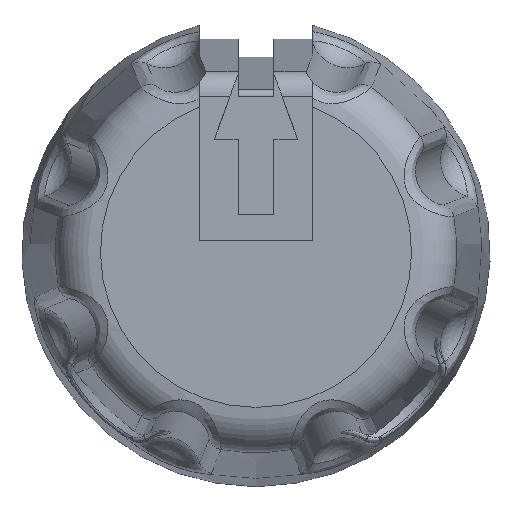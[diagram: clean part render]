
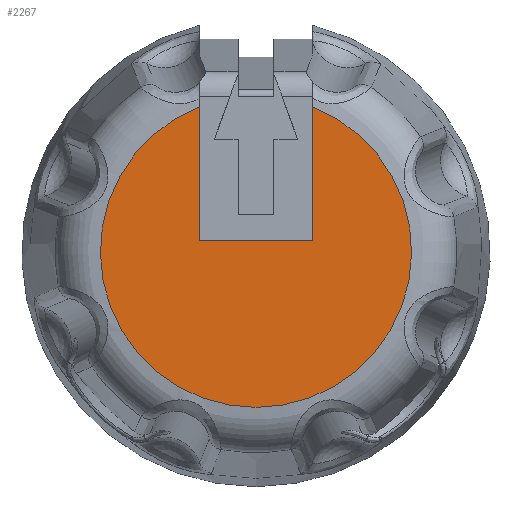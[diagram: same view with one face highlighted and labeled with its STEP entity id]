
A CAD part, top view. The second image highlights one B-rep face of the part: STEP entity #2267.
In plain terms, the highlighted planar face has unit normal (0, 0, 1).
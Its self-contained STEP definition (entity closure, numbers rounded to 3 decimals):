
#128=PLANE('',#2457);
#265=FACE_OUTER_BOUND('',#409,.T.);
#409=EDGE_LOOP('',(#2087,#2088,#2089,#2090));
#483=CIRCLE('',#2429,5.233);
#739=LINE('',#7010,#812);
#746=LINE('',#7065,#819);
#747=LINE('',#7067,#820);
#812=VECTOR('',#2768,10.);
#819=VECTOR('',#2793,10.);
#820=VECTOR('',#2796,10.);
#1014=VERTEX_POINT('',#7004);
#1015=VERTEX_POINT('',#7009);
#1023=VERTEX_POINT('',#7046);
#1025=VERTEX_POINT('',#7063);
#1320=EDGE_CURVE('',#1015,#1014,#739,.T.);
#1337=EDGE_CURVE('',#1023,#1025,#746,.T.);
#1338=EDGE_CURVE('',#1025,#1015,#747,.T.);
#1359=EDGE_CURVE('',#1023,#1014,#483,.T.);
#2087=ORIENTED_EDGE('',*,*,#1320,.T.);
#2088=ORIENTED_EDGE('',*,*,#1359,.F.);
#2089=ORIENTED_EDGE('',*,*,#1337,.T.);
#2090=ORIENTED_EDGE('',*,*,#1338,.T.);
#2267=ADVANCED_FACE('',(#265),#128,.T.);
#2429=AXIS2_PLACEMENT_3D('',#7346,#2827,#2828);
#2457=AXIS2_PLACEMENT_3D('',#8197,#2883,#2884);
#2768=DIRECTION('',(0.,1.,0.));
#2793=DIRECTION('',(0.,-1.,0.));
#2796=DIRECTION('',(-1.,0.,0.));
#2827=DIRECTION('center_axis',(0.,0.,-1.));
#2828=DIRECTION('ref_axis',(-1.,0.,0.));
#2883=DIRECTION('center_axis',(0.,0.,1.));
#2884=DIRECTION('ref_axis',(1.,0.,0.));
#7004=CARTESIAN_POINT('',(-1.9,4.876,14.224));
#7009=CARTESIAN_POINT('',(-1.9,0.381,14.224));
#7010=CARTESIAN_POINT('',(-1.9,3.937,14.224));
#7046=CARTESIAN_POINT('',(1.9,4.876,14.224));
#7063=CARTESIAN_POINT('',(1.9,0.381,14.224));
#7065=CARTESIAN_POINT('',(1.9,3.588,14.224));
#7067=CARTESIAN_POINT('',(0.,0.381,14.224));
#7346=CARTESIAN_POINT('Origin',(0.,0.,14.224));
#8197=CARTESIAN_POINT('Origin',(0.,0.,14.224));
